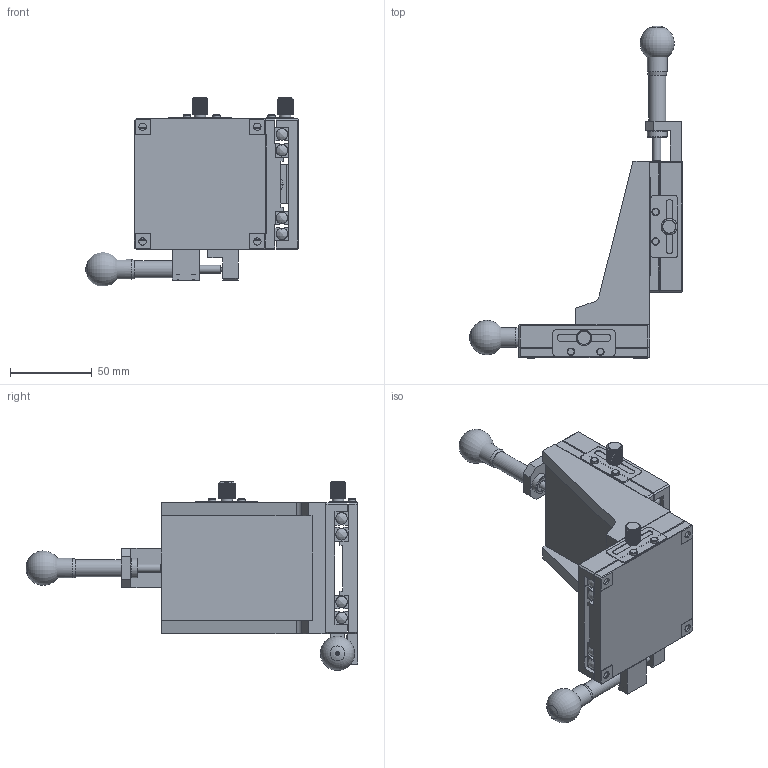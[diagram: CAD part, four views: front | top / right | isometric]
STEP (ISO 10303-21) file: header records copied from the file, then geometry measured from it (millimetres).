
FILE_DESCRIPTION (( 'STEP AP214' ), '1' );
FILE_NAME ('528893.STEP', '2024-11-13T03:23:27', ( 'Windows User' ), ( 'P R C' ), 'SwSTEP 2.0', 'SolidWorks 2020', '' );
FILE_SCHEMA (( 'AUTOMOTIVE_DESIGN' ));
Length unit declared in the file: millimetre
Products named in the file (1): 528893
Bounding box: 129.74 x 202.49 x 115.2 mm (x, y, z)
Volume: 341413.6 mm3; surface area: 122741.6 mm2
Topology: 9 solids, 9 shells, 4694 faces, 9979 edges, 5338 vertices
Faces by surface type: bspline 2899, cylinder 951, plane 573, cone 268, torus 3
Full cylindrical faces by diameter (mm): 3 x2, 3.242 x24, 3.3 x4, 4.5 x16, 5 x5, 5.5 x6, 5.8 x2, 5.9 x4, 7 x18, 8 x12, 9 x2, 9.5 x2, 10.4 x2, 12 x2, 12.034 x2, 13.835 x2
Entity records: 192970 total; most frequent: CARTESIAN_POINT 109025, ORIENTED_EDGE 19522, EDGE_CURVE 9761, DIRECTION 6491, VERTEX_POINT 5280, EDGE_LOOP 4955, FACE_OUTER_BOUND 4801, ADVANCED_FACE 4694
